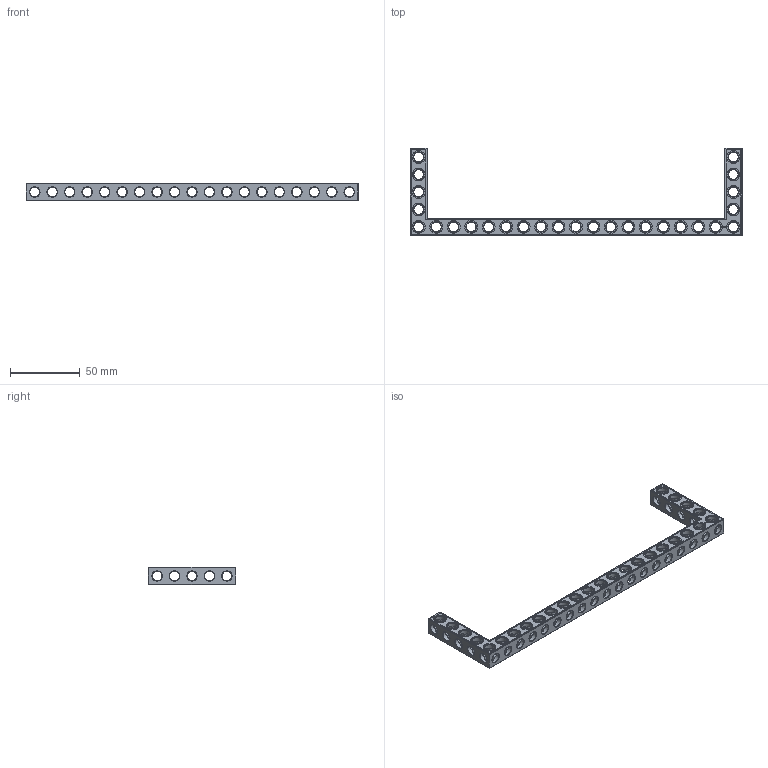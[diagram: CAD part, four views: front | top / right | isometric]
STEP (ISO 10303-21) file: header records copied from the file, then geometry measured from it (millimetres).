
FILE_DESCRIPTION(('FreeCAD Model'),'2;1');
FILE_NAME('Open CASCADE Shape Model','2022-03-06T23:13:30',('Author'),( ''),'Open CASCADE STEP processor 7.5','FreeCAD','Unknown');
FILE_SCHEMA(('AUTOMOTIVE_DESIGN { 1 0 10303 214 1 1 1 1 }'));
Products named in the file (1): Beam AGD ESS USH SYM BU19x05x01 - SPN-BEM-0616 (stemfie.org)
Bounding box: 237.5 x 62.5 x 12.5 mm (x, y, z)
Volume: 26369.4 mm3; surface area: 23618.8 mm2
Topology: 1 solids, 1 shells, 845 faces, 2549 edges, 1659 vertices
Faces by surface type: plane 398, extrusion 174, cylinder 163, cone 110
Full cylindrical faces by diameter (mm): 6.98 x12, 7 x124, 9.2 x27
Entity records: 109351 total; most frequent: CARTESIAN_POINT 61488, DIRECTION 7829, ORIENTED_EDGE 5098, PCURVE 5098, DEFINITIONAL_REPRESENTATION 5098, VECTOR 4990, LINE 4816, EDGE_CURVE 2549
